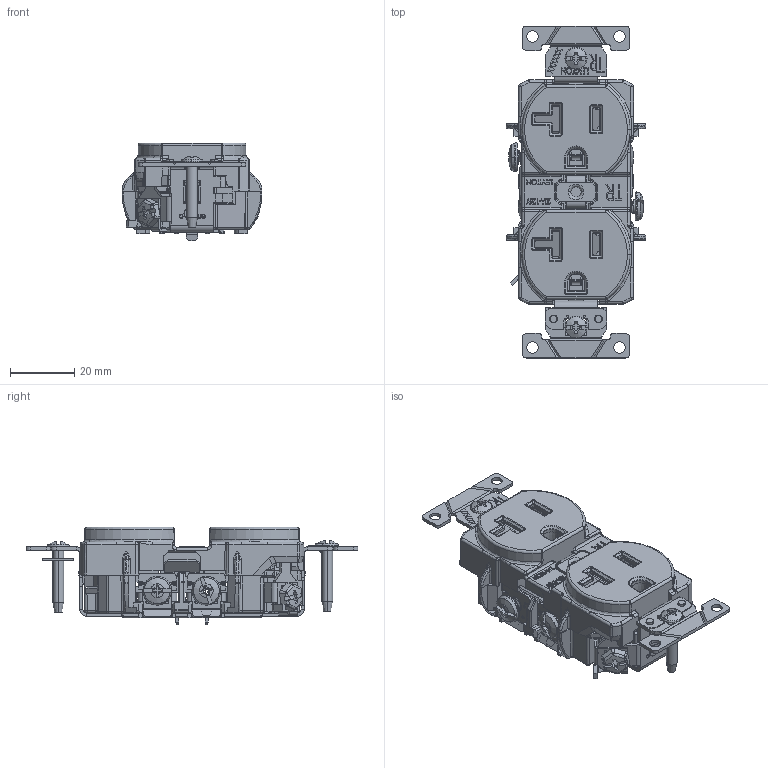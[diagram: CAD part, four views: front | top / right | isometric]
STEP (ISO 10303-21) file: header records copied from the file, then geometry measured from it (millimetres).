
FILE_DESCRIPTION (( 'STEP AP214' ), '1' );
FILE_NAME ('S3.STEP', '2017-06-13T16:37:11', ( '' ), ( '' ), 'SwSTEP 2.0', 'SolidWorks 2015', '' );
FILE_SCHEMA (( 'AUTOMOTIVE_DESIGN' ));
Length unit declared in the file: millimetre
Products named in the file (1): S3
Bounding box: 43.43 x 103.17 x 30.38 mm (x, y, z)
Surface area: 25329.9 mm2 (no closed solid volume)
Topology: 0 solids, 71 shells, 2982 faces, 12341 edges, 9146 vertices
Faces by surface type: plane 1643, cylinder 678, bspline 501, cone 62, sphere 54, torus 44
Entity records: 185653 total; most frequent: CARTESIAN_POINT 60356, ORIENTED_EDGE 18344, DIRECTION 16527, EDGE_CURVE 12313, VERTEX_POINT 9146, VECTOR 8267, LINE 8267, AXIS2_PLACEMENT_3D 4130
